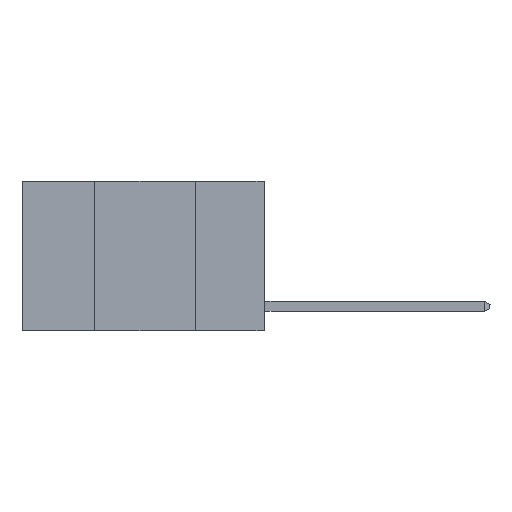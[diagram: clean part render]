
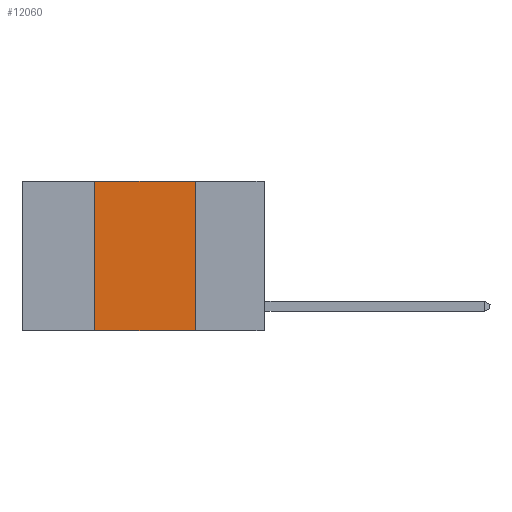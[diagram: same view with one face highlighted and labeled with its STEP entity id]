
A CAD part, left-side view. The second image highlights one B-rep face of the part: STEP entity #12060.
In plain terms, the highlighted planar face has unit normal (-1, 0, 0).
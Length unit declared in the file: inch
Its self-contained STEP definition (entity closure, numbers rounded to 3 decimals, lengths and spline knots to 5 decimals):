
#157 = VERTEX_POINT ( 'NONE', #6379 ) ;
#1202 = LINE ( 'NONE', #7777, #1860 ) ;
#1752 = DIRECTION ( 'NONE',  ( 1., 0., 0. ) ) ;
#1860 = VECTOR ( 'NONE', #5189, 39.37008 ) ;
#3032 = EDGE_CURVE ( 'NONE', #18141, #15189, #3812, .T. ) ;
#3218 = FACE_OUTER_BOUND ( 'NONE', #6567, .T. ) ;
#3812 = LINE ( 'NONE', #12959, #16848 ) ;
#4492 = ORIENTED_EDGE ( 'NONE', *, *, #3032, .F. ) ;
#4807 = CARTESIAN_POINT ( 'NONE',  ( 0., 0.42, -0.37 ) ) ;
#5189 = DIRECTION ( 'NONE',  ( 0., 0., -1. ) ) ;
#5964 = CARTESIAN_POINT ( 'NONE',  ( 0., 0.42, 0. ) ) ;
#6178 = EDGE_CURVE ( 'NONE', #10734, #18141, #13407, .T. ) ;
#6379 = CARTESIAN_POINT ( 'NONE',  ( 0., 0.17, -0.37 ) ) ;
#6567 = EDGE_LOOP ( 'NONE', ( #14096, #4492, #6667, #12394 ) ) ;
#6667 = ORIENTED_EDGE ( 'NONE', *, *, #6178, .F. ) ;
#7756 = PLANE ( 'NONE',  #9084 ) ;
#7777 = CARTESIAN_POINT ( 'NONE',  ( 0., 0.17, 0. ) ) ;
#8091 = EDGE_CURVE ( 'NONE', #15189, #157, #1202, .T. ) ;
#8169 = LINE ( 'NONE', #16091, #8605 ) ;
#8605 = VECTOR ( 'NONE', #14695, 39.37008 ) ;
#9084 = AXIS2_PLACEMENT_3D ( 'NONE', #17735, #1752, #17608 ) ;
#9421 = CARTESIAN_POINT ( 'NONE',  ( 0., 0.17, 0. ) ) ;
#10073 = VECTOR ( 'NONE', #15022, 39.37008 ) ;
#10734 = VERTEX_POINT ( 'NONE', #4807 ) ;
#10882 = CARTESIAN_POINT ( 'NONE',  ( 0., 0.42, 0. ) ) ;
#12060 = ADVANCED_FACE ( 'NONE', ( #3218 ), #7756, .F. ) ;
#12394 = ORIENTED_EDGE ( 'NONE', *, *, #12659, .T. ) ;
#12659 = EDGE_CURVE ( 'NONE', #10734, #157, #8169, .T. ) ;
#12959 = CARTESIAN_POINT ( 'NONE',  ( 0., 0.6, 0. ) ) ;
#13407 = LINE ( 'NONE', #10882, #10073 ) ;
#14096 = ORIENTED_EDGE ( 'NONE', *, *, #8091, .F. ) ;
#14695 = DIRECTION ( 'NONE',  ( 0., -1., 0. ) ) ;
#15022 = DIRECTION ( 'NONE',  ( 0., 0., 1. ) ) ;
#15189 = VERTEX_POINT ( 'NONE', #9421 ) ;
#16091 = CARTESIAN_POINT ( 'NONE',  ( 0., 0.6, -0.37 ) ) ;
#16848 = VECTOR ( 'NONE', #17647, 39.37008 ) ;
#17608 = DIRECTION ( 'NONE',  ( 0., 0., -1. ) ) ;
#17647 = DIRECTION ( 'NONE',  ( 0., -1., 0. ) ) ;
#17735 = CARTESIAN_POINT ( 'NONE',  ( 0., 0.6, 0. ) ) ;
#18141 = VERTEX_POINT ( 'NONE', #5964 ) ;
